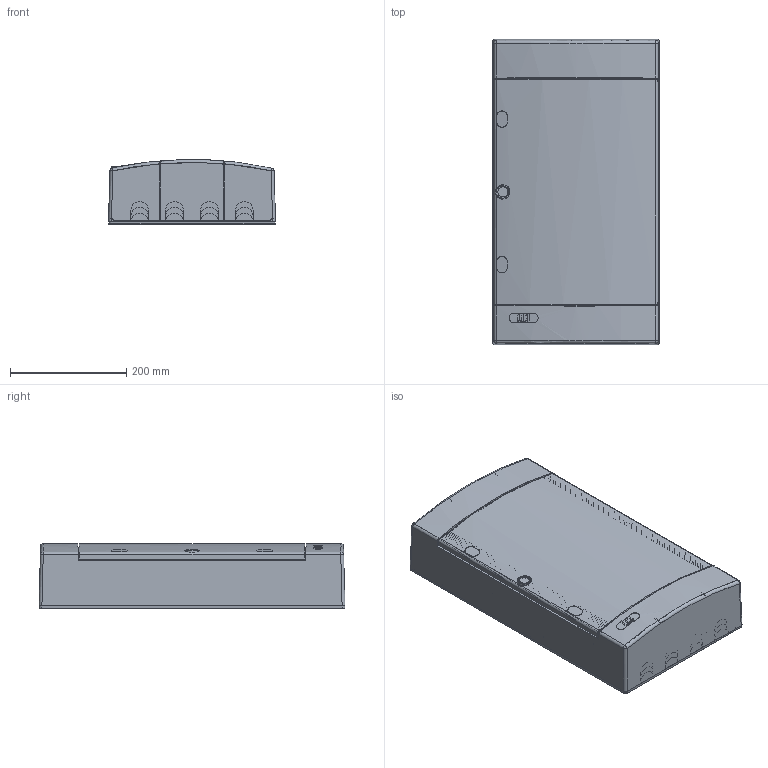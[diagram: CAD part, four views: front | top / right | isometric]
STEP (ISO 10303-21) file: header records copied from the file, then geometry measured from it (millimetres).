
FILE_DESCRIPTION((''),'2;1');
FILE_NAME('001101301_3DFILE_ASM','2024-08-12T11:44:23',('klemen.sitar'),('Audax d.o.o.'),'CREO PARAMETRIC BY PTC INC, 2021304','CREO PARAMETRIC BY PTC INC, 2021304','');
FILE_SCHEMA(('AP242_MANAGED_MODEL_BASED_3D_ENGINEERING_MIM_LF { 1 0 10303 442 1 1 4 }'));
Products named in the file (12): PRT0058_1_1; PRT0059_1_1; PRT0060_1_1; PRT0061_1_1; DNO_N36-C_PRODUZENO_1_1; ETI_LOGO_1_1_1_1_1_2_3_4_5_6_1_; ETI_LOGO_2_1_1_1_1_2_3_4_5_6_1_; ETI_LOGO_3_1_1_1_1_2_3_4_5_6_1_; MASKLA_N36-C_PRODUZENO_KONACNI_; VRATA_TROREDNE_TABLE_1_1; ECT_36_MEDIA_PO_ASM; 001101301_3DFILE_ASM
Assembly tree (11 placements, depth 3):
  001101301_3DFILE_ASM
    ECT_36_MEDIA_PO_ASM
      PRT0058_1_1
      PRT0059_1_1
      PRT0060_1_1
      PRT0061_1_1
      DNO_N36-C_PRODUZENO_1_1
      ETI_LOGO_1_1_1_1_1_2_3_4_5_6_1_
      ETI_LOGO_2_1_1_1_1_2_3_4_5_6_1_
      ETI_LOGO_3_1_1_1_1_2_3_4_5_6_1_
      MASKLA_N36-C_PRODUZENO_KONACNI_
      VRATA_TROREDNE_TABLE_1_1
Bounding box: 286.8 x 525.6 x 111.6 mm (x, y, z)
Volume: 1209589.8 mm3; surface area: 1167820.6 mm2
Topology: 10 solids, 10 shells, 3644 faces, 10261 edges, 6737 vertices
Faces by surface type: plane 2283, cylinder 940, cone 267, torus 62, sphere 44, bspline 44, extrusion 4
Entity records: 155077 total; most frequent: CARTESIAN_POINT 27883, ORIENTED_EDGE 20434, DIRECTION 19390, PRESENTATION_STYLE_ASSIGNMENT 10227, STYLED_ITEM 10227, CURVE_STYLE 10217, EDGE_CURVE 10217, VERTEX_POINT 6737
